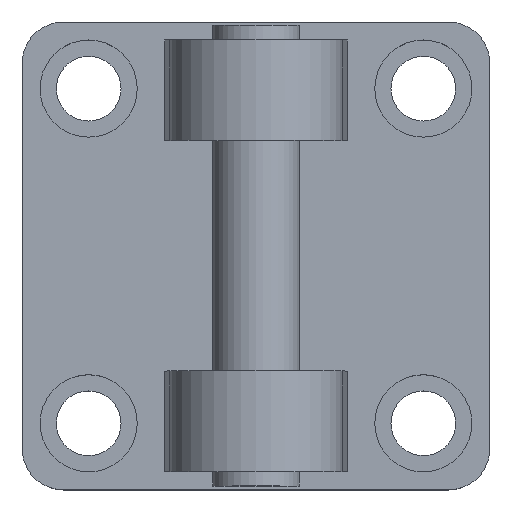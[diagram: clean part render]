
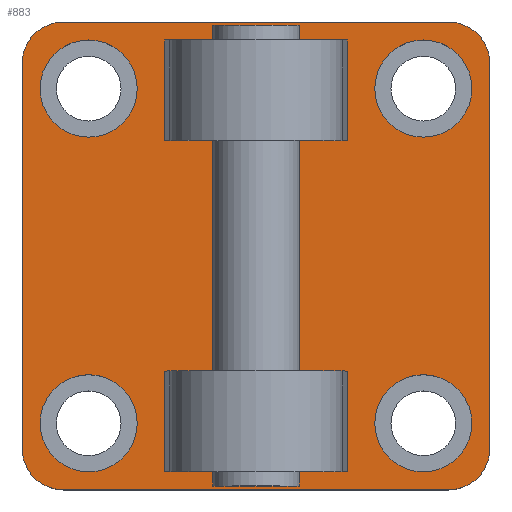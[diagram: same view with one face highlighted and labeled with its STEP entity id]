
A CAD part, top view. The second image highlights one B-rep face of the part: STEP entity #883.
In plain terms, the highlighted planar face has unit normal (0, 0, 1).
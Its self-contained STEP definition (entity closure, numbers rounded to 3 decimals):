
#43=LINE('',#1192,#79);
#45=LINE('',#1198,#81);
#50=LINE('',#1211,#86);
#53=LINE('',#1219,#89);
#55=LINE('',#1228,#91);
#58=LINE('',#1235,#94);
#62=LINE('',#1244,#98);
#63=LINE('',#1248,#99);
#64=LINE('',#1252,#100);
#67=LINE('',#1294,#103);
#71=LINE('',#1306,#107);
#72=LINE('',#1312,#108);
#79=VECTOR('',#1002,1000.);
#81=VECTOR('',#1008,1000.);
#86=VECTOR('',#1017,1000.);
#89=VECTOR('',#1026,1000.);
#91=VECTOR('',#1034,1000.);
#94=VECTOR('',#1039,1000.);
#98=VECTOR('',#1049,1000.);
#99=VECTOR('',#1054,1000.);
#100=VECTOR('',#1059,1000.);
#103=VECTOR('',#1112,1000.);
#107=VECTOR('',#1126,1000.);
#108=VECTOR('',#1135,1000.);
#215=ORIENTED_EDGE('',*,*,#281,.T.);
#216=ORIENTED_EDGE('',*,*,#295,.T.);
#217=ORIENTED_EDGE('',*,*,#277,.T.);
#218=ORIENTED_EDGE('',*,*,#271,.T.);
#219=ORIENTED_EDGE('',*,*,#288,.T.);
#220=ORIENTED_EDGE('',*,*,#297,.F.);
#221=ORIENTED_EDGE('',*,*,#293,.T.);
#222=ORIENTED_EDGE('',*,*,#285,.T.);
#223=ORIENTED_EDGE('',*,*,#300,.T.);
#224=ORIENTED_EDGE('',*,*,#303,.T.);
#225=ORIENTED_EDGE('',*,*,#306,.T.);
#226=ORIENTED_EDGE('',*,*,#309,.T.);
#227=ORIENTED_EDGE('',*,*,#320,.F.);
#228=ORIENTED_EDGE('',*,*,#312,.F.);
#229=ORIENTED_EDGE('',*,*,#313,.F.);
#230=ORIENTED_EDGE('',*,*,#268,.F.);
#231=ORIENTED_EDGE('',*,*,#319,.F.);
#232=ORIENTED_EDGE('',*,*,#318,.F.);
#233=ORIENTED_EDGE('',*,*,#314,.F.);
#234=ORIENTED_EDGE('',*,*,#321,.F.);
#268=EDGE_CURVE('',#339,#340,#43,.T.);
#271=EDGE_CURVE('',#342,#343,#45,.T.);
#277=EDGE_CURVE('',#346,#342,#50,.T.);
#281=EDGE_CURVE('',#343,#349,#53,.T.);
#285=EDGE_CURVE('',#354,#353,#55,.T.);
#288=EDGE_CURVE('',#353,#356,#58,.T.);
#293=EDGE_CURVE('',#358,#354,#62,.T.);
#295=EDGE_CURVE('',#349,#346,#63,.T.);
#297=EDGE_CURVE('',#358,#356,#64,.T.);
#300=EDGE_CURVE('',#363,#363,#401,.T.);
#303=EDGE_CURVE('',#366,#366,#404,.T.);
#306=EDGE_CURVE('',#369,#369,#407,.T.);
#309=EDGE_CURVE('',#372,#372,#410,.T.);
#312=EDGE_CURVE('',#374,#373,#67,.T.);
#313=EDGE_CURVE('',#340,#374,#411,.T.);
#314=EDGE_CURVE('',#375,#376,#412,.T.);
#318=EDGE_CURVE('',#376,#377,#71,.T.);
#319=EDGE_CURVE('',#377,#339,#413,.T.);
#320=EDGE_CURVE('',#373,#378,#414,.T.);
#321=EDGE_CURVE('',#378,#375,#72,.T.);
#339=VERTEX_POINT('',#1191);
#340=VERTEX_POINT('',#1193);
#342=VERTEX_POINT('',#1199);
#343=VERTEX_POINT('',#1200);
#346=VERTEX_POINT('',#1208);
#349=VERTEX_POINT('',#1218);
#353=VERTEX_POINT('',#1227);
#354=VERTEX_POINT('',#1229);
#356=VERTEX_POINT('',#1234);
#358=VERTEX_POINT('',#1243);
#363=VERTEX_POINT('',#1260);
#366=VERTEX_POINT('',#1269);
#369=VERTEX_POINT('',#1278);
#372=VERTEX_POINT('',#1287);
#373=VERTEX_POINT('',#1291);
#374=VERTEX_POINT('',#1293);
#375=VERTEX_POINT('',#1299);
#376=VERTEX_POINT('',#1300);
#377=VERTEX_POINT('',#1305);
#378=VERTEX_POINT('',#1311);
#401=CIRCLE('',#931,6.75);
#404=CIRCLE('',#937,6.75);
#407=CIRCLE('',#943,6.75);
#410=CIRCLE('',#949,6.75);
#411=CIRCLE('',#953,5.75);
#412=CIRCLE('',#955,5.75);
#413=CIRCLE('',#958,5.75);
#414=CIRCLE('',#960,5.75);
#468=EDGE_LOOP('',(#215,#216,#217,#218));
#469=EDGE_LOOP('',(#219,#220,#221,#222));
#470=EDGE_LOOP('',(#223));
#471=EDGE_LOOP('',(#224));
#472=EDGE_LOOP('',(#225));
#473=EDGE_LOOP('',(#226));
#474=EDGE_LOOP('',(#227,#228,#229,#230,#231,#232,#233,#234));
#538=FACE_BOUND('',#468,.T.);
#539=FACE_BOUND('',#469,.T.);
#540=FACE_BOUND('',#470,.T.);
#541=FACE_BOUND('',#471,.T.);
#542=FACE_BOUND('',#472,.T.);
#543=FACE_BOUND('',#473,.T.);
#544=FACE_BOUND('',#474,.T.);
#574=PLANE('',#959);
#883=ADVANCED_FACE('',(#538,#539,#540,#541,#542,#543,#544),#574,.T.);
#931=AXIS2_PLACEMENT_3D('',#1259,#1068,#1069);
#937=AXIS2_PLACEMENT_3D('',#1268,#1080,#1081);
#943=AXIS2_PLACEMENT_3D('',#1277,#1092,#1093);
#949=AXIS2_PLACEMENT_3D('',#1286,#1104,#1105);
#953=AXIS2_PLACEMENT_3D('',#1296,#1115,#1116);
#955=AXIS2_PLACEMENT_3D('',#1298,#1119,#1120);
#958=AXIS2_PLACEMENT_3D('',#1308,#1129,#1130);
#959=AXIS2_PLACEMENT_3D('',#1309,#1131,#1132);
#960=AXIS2_PLACEMENT_3D('',#1310,#1133,#1134);
#1002=DIRECTION('',(-1.,0.,0.));
#1008=DIRECTION('',(1.,0.,0.));
#1017=DIRECTION('',(0.,1.,0.));
#1026=DIRECTION('',(0.,-1.,0.));
#1034=DIRECTION('',(-1.,0.,0.));
#1039=DIRECTION('',(0.,1.,0.));
#1049=DIRECTION('',(0.,-1.,0.));
#1054=DIRECTION('',(-1.,0.,0.));
#1059=DIRECTION('',(-1.,0.,0.));
#1068=DIRECTION('',(0.,0.,-1.));
#1069=DIRECTION('',(1.,0.,0.));
#1080=DIRECTION('',(0.,0.,-1.));
#1081=DIRECTION('',(1.,0.,0.));
#1092=DIRECTION('',(0.,0.,-1.));
#1093=DIRECTION('',(1.,0.,0.));
#1104=DIRECTION('',(0.,0.,-1.));
#1105=DIRECTION('',(1.,0.,0.));
#1112=DIRECTION('',(0.,1.,0.));
#1115=DIRECTION('',(0.,0.,-1.));
#1116=DIRECTION('',(-0.707,-0.707,0.));
#1119=DIRECTION('',(0.,0.,-1.));
#1120=DIRECTION('',(0.707,0.707,0.));
#1126=DIRECTION('',(0.,-1.,0.));
#1129=DIRECTION('',(0.,0.,-1.));
#1130=DIRECTION('',(0.707,-0.707,0.));
#1131=DIRECTION('',(0.,0.,1.));
#1132=DIRECTION('',(1.,0.,0.));
#1133=DIRECTION('',(0.,0.,-1.));
#1134=DIRECTION('',(-0.707,0.707,0.));
#1135=DIRECTION('',(1.,0.,0.));
#1191=CARTESIAN_POINT('',(26.75,-32.5,11.));
#1192=CARTESIAN_POINT('',(26.75,-32.5,11.));
#1193=CARTESIAN_POINT('',(-26.75,-32.5,11.));
#1198=CARTESIAN_POINT('',(-12.71,30.,11.));
#1199=CARTESIAN_POINT('',(-12.71,30.,11.));
#1200=CARTESIAN_POINT('',(12.71,30.,11.));
#1208=CARTESIAN_POINT('',(-12.71,16.,11.));
#1211=CARTESIAN_POINT('',(-12.71,16.,11.));
#1218=CARTESIAN_POINT('',(12.71,16.,11.));
#1219=CARTESIAN_POINT('',(12.71,30.,11.));
#1227=CARTESIAN_POINT('',(-12.71,-30.,11.));
#1228=CARTESIAN_POINT('',(12.71,-30.,11.));
#1229=CARTESIAN_POINT('',(12.71,-30.,11.));
#1234=CARTESIAN_POINT('',(-12.71,-16.,11.));
#1235=CARTESIAN_POINT('',(-12.71,-30.,11.));
#1243=CARTESIAN_POINT('',(12.71,-16.,11.));
#1244=CARTESIAN_POINT('',(12.71,-16.,11.));
#1248=CARTESIAN_POINT('',(-12.,16.,11.));
#1252=CARTESIAN_POINT('',(12.71,-16.,11.));
#1259=CARTESIAN_POINT('',(23.25,-23.25,11.));
#1260=CARTESIAN_POINT('',(30.,-23.25,11.));
#1268=CARTESIAN_POINT('',(-23.25,23.25,11.));
#1269=CARTESIAN_POINT('',(-16.5,23.25,11.));
#1277=CARTESIAN_POINT('',(-23.25,-23.25,11.));
#1278=CARTESIAN_POINT('',(-16.5,-23.25,11.));
#1286=CARTESIAN_POINT('',(23.25,23.25,11.));
#1287=CARTESIAN_POINT('',(30.,23.25,11.));
#1291=CARTESIAN_POINT('',(-32.5,26.75,11.));
#1293=CARTESIAN_POINT('',(-32.5,-26.75,11.));
#1294=CARTESIAN_POINT('',(-32.5,-26.75,11.));
#1296=CARTESIAN_POINT('',(-26.75,-26.75,11.));
#1298=CARTESIAN_POINT('',(26.75,26.75,11.));
#1299=CARTESIAN_POINT('',(26.75,32.5,11.));
#1300=CARTESIAN_POINT('',(32.5,26.75,11.));
#1305=CARTESIAN_POINT('',(32.5,-26.75,11.));
#1306=CARTESIAN_POINT('',(32.5,26.75,11.));
#1308=CARTESIAN_POINT('',(26.75,-26.75,11.));
#1309=CARTESIAN_POINT('',(0.,0.,11.));
#1310=CARTESIAN_POINT('',(-26.75,26.75,11.));
#1311=CARTESIAN_POINT('',(-26.75,32.5,11.));
#1312=CARTESIAN_POINT('',(-26.75,32.5,11.));
